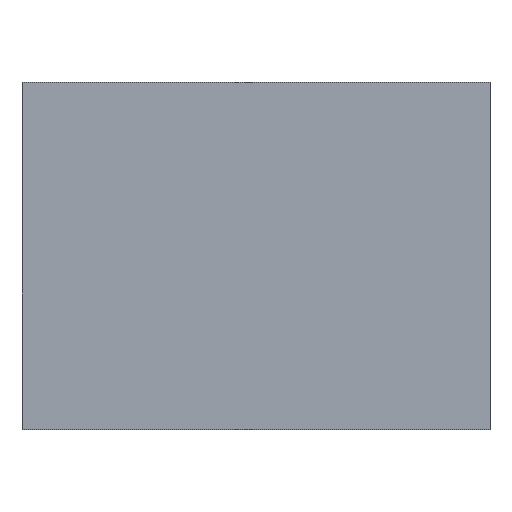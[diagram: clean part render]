
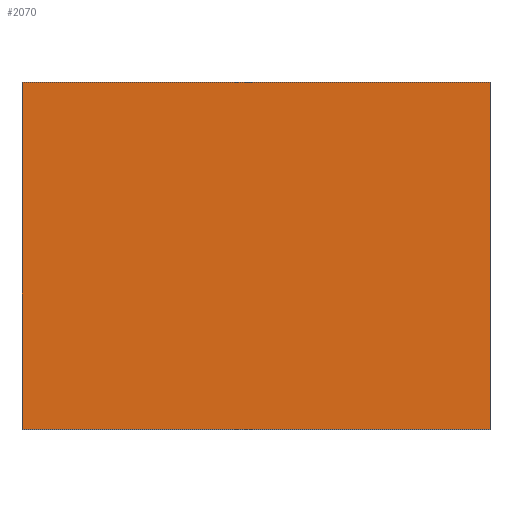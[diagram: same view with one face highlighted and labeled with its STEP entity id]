
A CAD part, top view. The second image highlights one B-rep face of the part: STEP entity #2070.
In plain terms, the highlighted planar face has unit normal (0, 0, 1).
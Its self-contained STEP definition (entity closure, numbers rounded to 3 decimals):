
#207=ORIENTED_EDGE('',*,*,#801,.T.);
#208=ORIENTED_EDGE('',*,*,#794,.F.);
#209=ORIENTED_EDGE('',*,*,#802,.F.);
#210=ORIENTED_EDGE('',*,*,#799,.T.);
#794=EDGE_CURVE('',#1092,#1089,#1296,.T.);
#799=EDGE_CURVE('',#1096,#1095,#1301,.T.);
#801=EDGE_CURVE('',#1095,#1089,#1303,.T.);
#802=EDGE_CURVE('',#1096,#1092,#1304,.T.);
#1089=VERTEX_POINT('',#3683);
#1092=VERTEX_POINT('',#3688);
#1095=VERTEX_POINT('',#3698);
#1096=VERTEX_POINT('',#3700);
#1296=LINE('',#3689,#1498);
#1301=LINE('',#3699,#1503);
#1303=LINE('',#3703,#1505);
#1304=LINE('',#3704,#1506);
#1498=VECTOR('',#3037,1000.);
#1503=VECTOR('',#3046,1000.);
#1505=VECTOR('',#3050,1000.);
#1506=VECTOR('',#3051,1000.);
#1700=EDGE_LOOP('',(#207,#208,#209,#210));
#1848=FACE_BOUND('',#1700,.T.);
#1996=PLANE('',#2810);
#2070=ADVANCED_FACE('',(#1848),#1996,.F.);
#2810=AXIS2_PLACEMENT_3D('',#3702,#3048,#3049);
#3037=DIRECTION('',(0.,1.,0.));
#3046=DIRECTION('',(0.,1.,0.));
#3048=DIRECTION('',(0.,0.,-1.));
#3049=DIRECTION('',(-1.,0.,0.));
#3050=DIRECTION('',(-1.,0.,0.));
#3051=DIRECTION('',(-1.,0.,0.));
#3683=CARTESIAN_POINT('',(-1.45,1.075,0.375));
#3688=CARTESIAN_POINT('',(-1.45,-1.075,0.375));
#3689=CARTESIAN_POINT('',(-1.45,-1.075,0.375));
#3698=CARTESIAN_POINT('',(1.45,1.075,0.375));
#3699=CARTESIAN_POINT('',(1.45,-1.075,0.375));
#3700=CARTESIAN_POINT('',(1.45,-1.075,0.375));
#3702=CARTESIAN_POINT('',(1.45,-1.075,0.375));
#3703=CARTESIAN_POINT('',(1.45,1.075,0.375));
#3704=CARTESIAN_POINT('',(1.45,-1.075,0.375));
